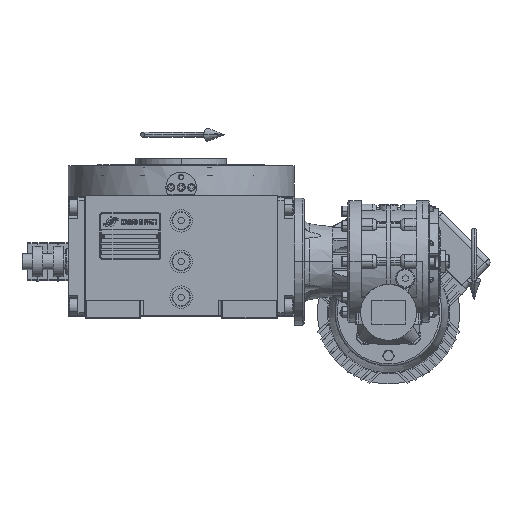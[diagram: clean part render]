
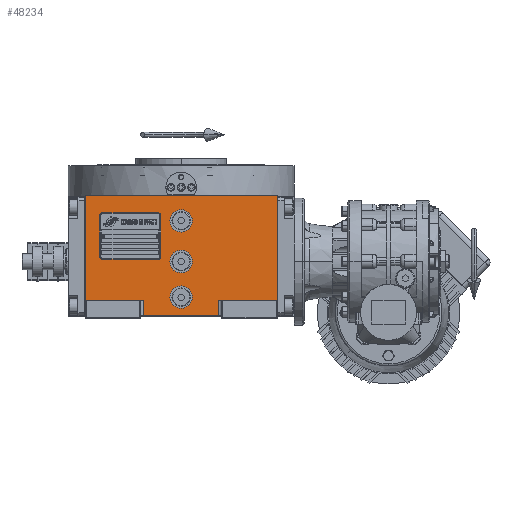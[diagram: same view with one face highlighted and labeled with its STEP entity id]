
A CAD part, top view. The second image highlights one B-rep face of the part: STEP entity #48234.
In plain terms, the highlighted planar face has unit normal (0, 0, 1).
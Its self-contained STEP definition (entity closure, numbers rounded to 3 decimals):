
#1041 = VERTEX_POINT ( 'NONE', #88919 ) ;
#1884 = EDGE_CURVE ( 'NONE', #88204, #130941, #42572, .T. ) ;
#1900 = CARTESIAN_POINT ( 'NONE',  ( 37., -53.5, 163.5 ) ) ;
#4078 = CARTESIAN_POINT ( 'NONE',  ( -94.5, -38.5, 163.5 ) ) ;
#4118 = EDGE_CURVE ( 'NONE', #47072, #1041, #65877, .T. ) ;
#4306 = EDGE_LOOP ( 'NONE', ( #125180, #113264, #58478, #141750, #118022, #30162, #54848, #32998 ) ) ;
#4491 = DIRECTION ( 'NONE',  ( 0., 0., 1. ) ) ;
#6041 = CARTESIAN_POINT ( 'NONE',  ( 37., -38.5, 163.5 ) ) ;
#9360 = ORIENTED_EDGE ( 'NONE', *, *, #23212, .F. ) ;
#9815 = DIRECTION ( 'NONE',  ( 0., 0., 1. ) ) ;
#11253 = PLANE ( 'NONE',  #41627 ) ;
#13056 = ORIENTED_EDGE ( 'NONE', *, *, #1884, .F. ) ;
#17408 = VECTOR ( 'NONE', #94126, 1000. ) ;
#17411 = CARTESIAN_POINT ( 'NONE',  ( 0., 0., 163.5 ) ) ;
#18183 = EDGE_CURVE ( 'NONE', #87657, #95979, #87322, .T. ) ;
#18356 = EDGE_LOOP ( 'NONE', ( #100121, #9360 ) ) ;
#21126 = CIRCLE ( 'NONE', #74101, 11. ) ;
#23212 = EDGE_CURVE ( 'NONE', #95979, #87657, #21126, .T. ) ;
#24530 = CARTESIAN_POINT ( 'NONE',  ( 11., 0., 163.5 ) ) ;
#25966 = CARTESIAN_POINT ( 'NONE',  ( 0., -35., 163.5 ) ) ;
#26917 = CARTESIAN_POINT ( 'NONE',  ( 11., -35., 163.5 ) ) ;
#27544 = VERTEX_POINT ( 'NONE', #136597 ) ;
#27680 = VERTEX_POINT ( 'NONE', #117095 ) ;
#28072 = EDGE_CURVE ( 'NONE', #57768, #112665, #116926, .T. ) ;
#28085 = DIRECTION ( 'NONE',  ( 0., 0., 1. ) ) ;
#28793 = AXIS2_PLACEMENT_3D ( 'NONE', #81120, #138091, #138799 ) ;
#30162 = ORIENTED_EDGE ( 'NONE', *, *, #94537, .F. ) ;
#30930 = DIRECTION ( 'NONE',  ( 0., -1., 0. ) ) ;
#31446 = AXIS2_PLACEMENT_3D ( 'NONE', #17411, #4491, #92559 ) ;
#32722 = VECTOR ( 'NONE', #30930, 1000. ) ;
#32837 = EDGE_CURVE ( 'NONE', #57768, #44458, #75507, .T. ) ;
#32998 = ORIENTED_EDGE ( 'NONE', *, *, #32837, .F. ) ;
#36097 = VECTOR ( 'NONE', #116233, 1000. ) ;
#36610 = VECTOR ( 'NONE', #129173, 1000. ) ;
#37269 = CARTESIAN_POINT ( 'NONE',  ( -11., 0., 163.5 ) ) ;
#41137 = AXIS2_PLACEMENT_3D ( 'NONE', #60759, #71596, #125795 ) ;
#41627 = AXIS2_PLACEMENT_3D ( 'NONE', #98624, #9815, #55285 ) ;
#41738 = LINE ( 'NONE', #74978, #67372 ) ;
#42572 = CIRCLE ( 'NONE', #28793, 11. ) ;
#43231 = DIRECTION ( 'NONE',  ( 1., 0., 0. ) ) ;
#44108 = VECTOR ( 'NONE', #84927, 1000. ) ;
#44458 = VERTEX_POINT ( 'NONE', #114241 ) ;
#46941 = LINE ( 'NONE', #77318, #36097 ) ;
#47072 = VERTEX_POINT ( 'NONE', #26917 ) ;
#48037 = VECTOR ( 'NONE', #43231, 1000. ) ;
#48234 = ADVANCED_FACE ( 'NONE', ( #88498, #66825, #133256, #132535 ), #11253, .T. ) ;
#54778 = EDGE_CURVE ( 'NONE', #87983, #101384, #41738, .T. ) ;
#54848 = ORIENTED_EDGE ( 'NONE', *, *, #74821, .T. ) ;
#55285 = DIRECTION ( 'NONE',  ( 1., 0., 0. ) ) ;
#56598 = DIRECTION ( 'NONE',  ( 1., 0., 0. ) ) ;
#56815 = CIRCLE ( 'NONE', #31446, 11. ) ;
#57646 = CARTESIAN_POINT ( 'NONE',  ( -11., 40., 163.5 ) ) ;
#57768 = VERTEX_POINT ( 'NONE', #123022 ) ;
#58478 = ORIENTED_EDGE ( 'NONE', *, *, #129102, .T. ) ;
#59450 = CARTESIAN_POINT ( 'NONE',  ( 0., 40., 163.5 ) ) ;
#60759 = CARTESIAN_POINT ( 'NONE',  ( 0., -35., 163.5 ) ) ;
#64210 = LINE ( 'NONE', #67052, #48037 ) ;
#65877 = CIRCLE ( 'NONE', #98155, 11. ) ;
#66825 = FACE_BOUND ( 'NONE', #73256, .T. ) ;
#67052 = CARTESIAN_POINT ( 'NONE',  ( -94.5, 64.5, 163.5 ) ) ;
#67372 = VECTOR ( 'NONE', #75683, 1000. ) ;
#68168 = CARTESIAN_POINT ( 'NONE',  ( -94.5, -38.5, 163.5 ) ) ;
#71596 = DIRECTION ( 'NONE',  ( 0., 0., 1. ) ) ;
#73256 = EDGE_LOOP ( 'NONE', ( #125123, #115070 ) ) ;
#74101 = AXIS2_PLACEMENT_3D ( 'NONE', #100209, #121884, #89385 ) ;
#74821 = EDGE_CURVE ( 'NONE', #90056, #44458, #123937, .T. ) ;
#74978 = CARTESIAN_POINT ( 'NONE',  ( 94.5, -38.5, 163.5 ) ) ;
#75364 = EDGE_CURVE ( 'NONE', #27680, #101384, #64210, .T. ) ;
#75507 = LINE ( 'NONE', #139790, #44108 ) ;
#75683 = DIRECTION ( 'NONE',  ( 0., 1., 0. ) ) ;
#77318 = CARTESIAN_POINT ( 'NONE',  ( -94.5, -38.5, 163.5 ) ) ;
#79686 = DIRECTION ( 'NONE',  ( 0., 0., 1. ) ) ;
#80385 = EDGE_CURVE ( 'NONE', #1041, #47072, #103445, .T. ) ;
#81120 = CARTESIAN_POINT ( 'NONE',  ( 0., 0., 163.5 ) ) ;
#82389 = ORIENTED_EDGE ( 'NONE', *, *, #109229, .F. ) ;
#84383 = CARTESIAN_POINT ( 'NONE',  ( 37., -38.5, 163.5 ) ) ;
#84927 = DIRECTION ( 'NONE',  ( 0., 1., 0. ) ) ;
#87322 = CIRCLE ( 'NONE', #98871, 11. ) ;
#87657 = VERTEX_POINT ( 'NONE', #100324 ) ;
#87983 = VERTEX_POINT ( 'NONE', #121850 ) ;
#88204 = VERTEX_POINT ( 'NONE', #37269 ) ;
#88498 = FACE_BOUND ( 'NONE', #137914, .T. ) ;
#88919 = CARTESIAN_POINT ( 'NONE',  ( -11., -35., 163.5 ) ) ;
#89385 = DIRECTION ( 'NONE',  ( -1., 0., 0. ) ) ;
#90056 = VERTEX_POINT ( 'NONE', #68168 ) ;
#92559 = DIRECTION ( 'NONE',  ( 1., 0., 0. ) ) ;
#94126 = DIRECTION ( 'NONE',  ( 1., 0., 0. ) ) ;
#94537 = EDGE_CURVE ( 'NONE', #90056, #27680, #46941, .T. ) ;
#95979 = VERTEX_POINT ( 'NONE', #57646 ) ;
#98155 = AXIS2_PLACEMENT_3D ( 'NONE', #25966, #28085, #116192 ) ;
#98624 = CARTESIAN_POINT ( 'NONE',  ( -94.5, -53.5, 163.5 ) ) ;
#98871 = AXIS2_PLACEMENT_3D ( 'NONE', #59450, #79686, #56598 ) ;
#100121 = ORIENTED_EDGE ( 'NONE', *, *, #18183, .F. ) ;
#100209 = CARTESIAN_POINT ( 'NONE',  ( 0., 40., 163.5 ) ) ;
#100324 = CARTESIAN_POINT ( 'NONE',  ( 11., 40., 163.5 ) ) ;
#101384 = VERTEX_POINT ( 'NONE', #123975 ) ;
#102235 = DIRECTION ( 'NONE',  ( 1., 0., 0. ) ) ;
#103445 = CIRCLE ( 'NONE', #41137, 11. ) ;
#104930 = LINE ( 'NONE', #6041, #17408 ) ;
#109229 = EDGE_CURVE ( 'NONE', #130941, #88204, #56815, .T. ) ;
#112665 = VERTEX_POINT ( 'NONE', #1900 ) ;
#113264 = ORIENTED_EDGE ( 'NONE', *, *, #139585, .F. ) ;
#114241 = CARTESIAN_POINT ( 'NONE',  ( -37., -38.5, 163.5 ) ) ;
#115070 = ORIENTED_EDGE ( 'NONE', *, *, #80385, .F. ) ;
#116192 = DIRECTION ( 'NONE',  ( 1., 0., 0. ) ) ;
#116233 = DIRECTION ( 'NONE',  ( 0., 1., 0. ) ) ;
#116926 = LINE ( 'NONE', #138541, #36610 ) ;
#117095 = CARTESIAN_POINT ( 'NONE',  ( -94.5, 64.5, 163.5 ) ) ;
#118022 = ORIENTED_EDGE ( 'NONE', *, *, #75364, .F. ) ;
#121850 = CARTESIAN_POINT ( 'NONE',  ( 94.5, -38.5, 163.5 ) ) ;
#121884 = DIRECTION ( 'NONE',  ( 0., 0., 1. ) ) ;
#123022 = CARTESIAN_POINT ( 'NONE',  ( -37., -53.5, 163.5 ) ) ;
#123937 = LINE ( 'NONE', #4078, #137182 ) ;
#123975 = CARTESIAN_POINT ( 'NONE',  ( 94.5, 64.5, 163.5 ) ) ;
#125123 = ORIENTED_EDGE ( 'NONE', *, *, #4118, .F. ) ;
#125180 = ORIENTED_EDGE ( 'NONE', *, *, #28072, .T. ) ;
#125795 = DIRECTION ( 'NONE',  ( -1., 0., 0. ) ) ;
#129102 = EDGE_CURVE ( 'NONE', #27544, #87983, #104930, .T. ) ;
#129173 = DIRECTION ( 'NONE',  ( 1., 0., 0. ) ) ;
#130570 = LINE ( 'NONE', #84383, #32722 ) ;
#130941 = VERTEX_POINT ( 'NONE', #24530 ) ;
#132535 = FACE_OUTER_BOUND ( 'NONE', #4306, .T. ) ;
#133256 = FACE_BOUND ( 'NONE', #18356, .T. ) ;
#136597 = CARTESIAN_POINT ( 'NONE',  ( 37., -38.5, 163.5 ) ) ;
#137182 = VECTOR ( 'NONE', #102235, 1000. ) ;
#137914 = EDGE_LOOP ( 'NONE', ( #82389, #13056 ) ) ;
#138091 = DIRECTION ( 'NONE',  ( 0., 0., 1. ) ) ;
#138541 = CARTESIAN_POINT ( 'NONE',  ( -37., -53.5, 163.5 ) ) ;
#138799 = DIRECTION ( 'NONE',  ( -1., 0., 0. ) ) ;
#139585 = EDGE_CURVE ( 'NONE', #27544, #112665, #130570, .T. ) ;
#139790 = CARTESIAN_POINT ( 'NONE',  ( -37., -53.5, 163.5 ) ) ;
#141750 = ORIENTED_EDGE ( 'NONE', *, *, #54778, .T. ) ;
